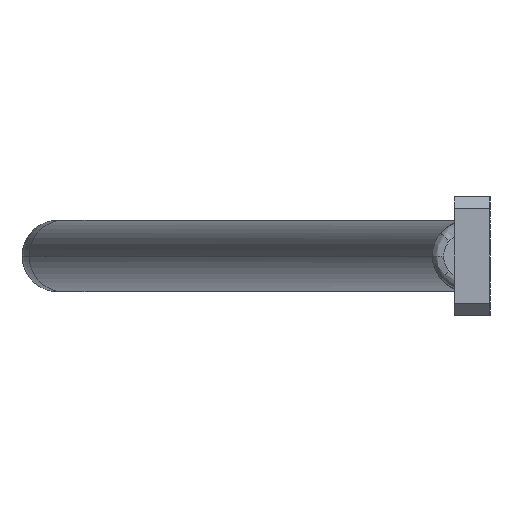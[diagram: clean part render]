
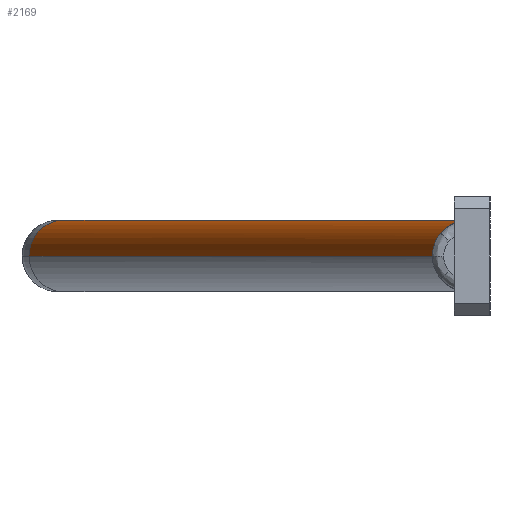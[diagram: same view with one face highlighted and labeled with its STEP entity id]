
A CAD part, left-side view. The second image highlights one B-rep face of the part: STEP entity #2169.
In plain terms, the highlighted cylindrical face has radius 3 mm (diameter 6 mm), a partial arc.
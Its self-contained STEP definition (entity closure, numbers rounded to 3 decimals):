
#126 = AXIS2_PLACEMENT_3D ( 'NONE', #259, #412, #1980 ) ;
#128 = LINE ( 'NONE', #1470, #290 ) ;
#136 = CARTESIAN_POINT ( 'NONE',  ( 35.254, -1.5, 0. ) ) ;
#145 = CARTESIAN_POINT ( 'NONE',  ( 34.131, -1.5, 1.615 ) ) ;
#192 = CARTESIAN_POINT ( 'NONE',  ( 30.771, 2.651, 1.926 ) ) ;
#199 = VECTOR ( 'NONE', #1260, 1000. ) ;
#210 = AXIS2_PLACEMENT_3D ( 'NONE', #1747, #235, #1474 ) ;
#235 = DIRECTION ( 'NONE',  ( 0.954, 0.299, 0. ) ) ;
#239 = VERTEX_POINT ( 'NONE', #1874 ) ;
#259 = CARTESIAN_POINT ( 'NONE',  ( 31.458, 0.456, 0. ) ) ;
#290 = VECTOR ( 'NONE', #1822, 1000. ) ;
#295 = EDGE_CURVE ( 'NONE', #307, #863, #1075, .T. ) ;
#302 = CARTESIAN_POINT ( 'NONE',  ( 32.07, -1.5, 2.191 ) ) ;
#307 = VERTEX_POINT ( 'NONE', #1129 ) ;
#374 = CARTESIAN_POINT ( 'NONE',  ( 31.458, 0.456, 0. ) ) ;
#378 = CIRCLE ( 'NONE', #210, 3. ) ;
#386 = CYLINDRICAL_SURFACE ( 'NONE', #685, 3. ) ;
#393 = ORIENTED_EDGE ( 'NONE', *, *, #295, .T. ) ;
#412 = DIRECTION ( 'NONE',  ( 0.954, 0.299, 0. ) ) ;
#495 = CARTESIAN_POINT ( 'NONE',  ( 141.172, 31.63, 0. ) ) ;
#543 = FACE_OUTER_BOUND ( 'NONE', #1356, .T. ) ;
#685 = AXIS2_PLACEMENT_3D ( 'NONE', #374, #1738, #1052 ) ;
#808 = ORIENTED_EDGE ( 'NONE', *, *, #1011, .T. ) ;
#853 = CARTESIAN_POINT ( 'NONE',  ( 30.701, 3.363, 0. ) ) ;
#863 = VERTEX_POINT ( 'NONE', #2004 ) ;
#876 = VERTEX_POINT ( 'NONE', #495 ) ;
#918 = CARTESIAN_POINT ( 'NONE',  ( 30.701, 3.363, 0. ) ) ;
#1011 = EDGE_CURVE ( 'NONE', #239, #876, #1080, .T. ) ;
#1052 = DIRECTION ( 'NONE',  ( -0.299, 0.954, 0. ) ) ;
#1055 = VERTEX_POINT ( 'NONE', #918 ) ;
#1075 = CIRCLE ( 'NONE', #126, 3. ) ;
#1080 = LINE ( 'NONE', #1361, #199 ) ;
#1082 = VERTEX_POINT ( 'NONE', #1230 ) ;
#1129 = CARTESIAN_POINT ( 'NONE',  ( 30.771, 2.651, 1.926 ) ) ;
#1230 = CARTESIAN_POINT ( 'NONE',  ( 139.381, 37.357, 0. ) ) ;
#1260 = DIRECTION ( 'NONE',  ( 0.954, 0.299, 0. ) ) ;
#1315 =( BOUNDED_CURVE ( )  B_SPLINE_CURVE ( 3, ( #853, #2039, #1698, #192 ),
 .UNSPECIFIED., .F., .F. ) 
 B_SPLINE_CURVE_WITH_KNOTS ( ( 4, 4 ),
 ( 0., 0.697 ),
 .UNSPECIFIED. ) 
 CURVE ( )  GEOMETRIC_REPRESENTATION_ITEM ( )  RATIONAL_B_SPLINE_CURVE ( ( 1., 0.96, 0.96, 1. ) ) 
 REPRESENTATION_ITEM ( '' )  );
#1356 = EDGE_LOOP ( 'NONE', ( #1389, #808, #1452, #1380, #2002, #393 ) ) ;
#1361 = CARTESIAN_POINT ( 'NONE',  ( 32.353, -2.407, 0. ) ) ;
#1380 = ORIENTED_EDGE ( 'NONE', *, *, #1392, .F. ) ;
#1389 = ORIENTED_EDGE ( 'NONE', *, *, #1727, .T. ) ;
#1392 = EDGE_CURVE ( 'NONE', #1055, #1082, #128, .T. ) ;
#1452 = ORIENTED_EDGE ( 'NONE', *, *, #1718, .F. ) ;
#1470 = CARTESIAN_POINT ( 'NONE',  ( 30.562, 3.319, 0. ) ) ;
#1474 = DIRECTION ( 'NONE',  ( 0., 0., -1. ) ) ;
#1532 =( BOUNDED_CURVE ( )  B_SPLINE_CURVE ( 3, ( #302, #145, #1640, #136 ),
 .UNSPECIFIED., .F., .F. ) 
 B_SPLINE_CURVE_WITH_KNOTS ( ( 4, 4 ),
 ( 5.464, 6.283 ),
 .UNSPECIFIED. ) 
 CURVE ( )  GEOMETRIC_REPRESENTATION_ITEM ( )  RATIONAL_B_SPLINE_CURVE ( ( 1., 0.945, 0.945, 1. ) ) 
 REPRESENTATION_ITEM ( '' )  );
#1558 = EDGE_CURVE ( 'NONE', #1055, #307, #1315, .T. ) ;
#1640 = CARTESIAN_POINT ( 'NONE',  ( 35.254, -1.5, 0.842 ) ) ;
#1698 = CARTESIAN_POINT ( 'NONE',  ( 30.726, 3.116, 1.38 ) ) ;
#1718 = EDGE_CURVE ( 'NONE', #1082, #876, #378, .T. ) ;
#1727 = EDGE_CURVE ( 'NONE', #863, #239, #1532, .T. ) ;
#1738 = DIRECTION ( 'NONE',  ( 0.954, 0.299, 0. ) ) ;
#1747 = CARTESIAN_POINT ( 'NONE',  ( 140.276, 34.493, 0. ) ) ;
#1822 = DIRECTION ( 'NONE',  ( 0.954, 0.299, 0. ) ) ;
#1874 = CARTESIAN_POINT ( 'NONE',  ( 35.254, -1.5, 0. ) ) ;
#1980 = DIRECTION ( 'NONE',  ( 0., 0., -1. ) ) ;
#2002 = ORIENTED_EDGE ( 'NONE', *, *, #1558, .T. ) ;
#2004 = CARTESIAN_POINT ( 'NONE',  ( 32.07, -1.5, 2.191 ) ) ;
#2039 = CARTESIAN_POINT ( 'NONE',  ( 30.701, 3.363, 0.711 ) ) ;
#2169 = ADVANCED_FACE ( 'NONE', ( #543 ), #386, .T. ) ;
